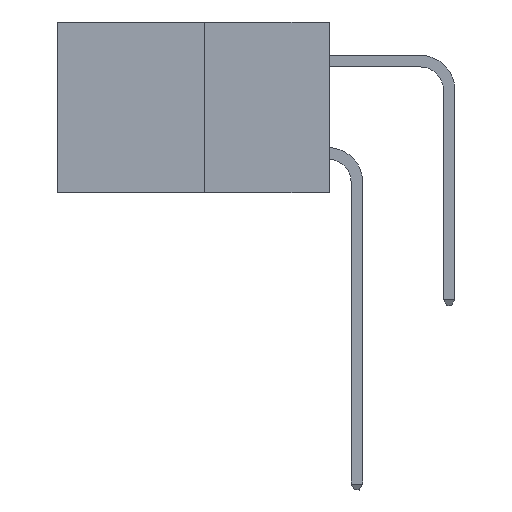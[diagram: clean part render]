
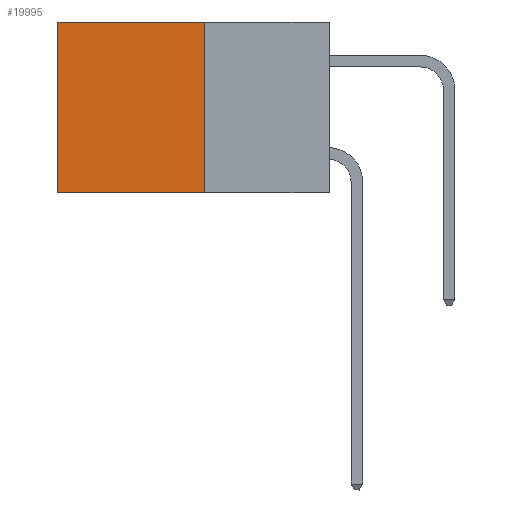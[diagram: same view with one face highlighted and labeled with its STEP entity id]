
A CAD part, left-side view. The second image highlights one B-rep face of the part: STEP entity #19995.
In plain terms, the highlighted planar face has unit normal (-1, 0, 0).
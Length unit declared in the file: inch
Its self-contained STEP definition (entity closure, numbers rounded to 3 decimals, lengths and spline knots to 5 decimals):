
#32 = LINE ( 'NONE', #11325, #14223 ) ;
#551 = CARTESIAN_POINT ( 'NONE',  ( 0.277, 0.59, -0.37 ) ) ;
#2457 = VECTOR ( 'NONE', #31008, 39.37008 ) ;
#3383 = CARTESIAN_POINT ( 'NONE',  ( 0.277, 0.27, -0.37 ) ) ;
#3409 = DIRECTION ( 'NONE',  ( 0., 0., -1. ) ) ;
#3709 = EDGE_CURVE ( 'NONE', #13469, #13180, #7128, .T. ) ;
#3926 = CARTESIAN_POINT ( 'NONE',  ( 0.277, 0.27, 0. ) ) ;
#4252 = AXIS2_PLACEMENT_3D ( 'NONE', #3383, #22917, #6221 ) ;
#6221 = DIRECTION ( 'NONE',  ( 0., 0., -1. ) ) ;
#7128 = LINE ( 'NONE', #35320, #35725 ) ;
#7274 = ORIENTED_EDGE ( 'NONE', *, *, #9649, .T. ) ;
#9649 = EDGE_CURVE ( 'NONE', #13469, #34987, #32, .T. ) ;
#11068 = EDGE_CURVE ( 'NONE', #34987, #17588, #21874, .T. ) ;
#11325 = CARTESIAN_POINT ( 'NONE',  ( 0.277, 0.27, 0. ) ) ;
#12571 = ORIENTED_EDGE ( 'NONE', *, *, #11068, .T. ) ;
#13180 = VERTEX_POINT ( 'NONE', #27882 ) ;
#13246 = VECTOR ( 'NONE', #3409, 39.37008 ) ;
#13469 = VERTEX_POINT ( 'NONE', #3926 ) ;
#14223 = VECTOR ( 'NONE', #30715, 39.37008 ) ;
#14550 = CARTESIAN_POINT ( 'NONE',  ( 0.277, 0.27, -0.37 ) ) ;
#15183 = ORIENTED_EDGE ( 'NONE', *, *, #29637, .F. ) ;
#16977 = FACE_OUTER_BOUND ( 'NONE', #22563, .T. ) ;
#17588 = VERTEX_POINT ( 'NONE', #25314 ) ;
#19995 = ADVANCED_FACE ( 'NONE', ( #16977 ), #20156, .F. ) ;
#20156 = PLANE ( 'NONE',  #4252 ) ;
#21533 = CARTESIAN_POINT ( 'NONE',  ( 0.277, 0.59, 0. ) ) ;
#21874 = LINE ( 'NONE', #551, #13246 ) ;
#22563 = EDGE_LOOP ( 'NONE', ( #12571, #15183, #25051, #7274 ) ) ;
#22917 = DIRECTION ( 'NONE',  ( 1., 0., 0. ) ) ;
#25051 = ORIENTED_EDGE ( 'NONE', *, *, #3709, .F. ) ;
#25314 = CARTESIAN_POINT ( 'NONE',  ( 0.277, 0.59, -0.37 ) ) ;
#27882 = CARTESIAN_POINT ( 'NONE',  ( 0.277, 0.27, -0.37 ) ) ;
#29637 = EDGE_CURVE ( 'NONE', #13180, #17588, #32077, .T. ) ;
#30715 = DIRECTION ( 'NONE',  ( 0., 1., 0. ) ) ;
#30718 = DIRECTION ( 'NONE',  ( 0., 0., -1. ) ) ;
#31008 = DIRECTION ( 'NONE',  ( 0., 1., 0. ) ) ;
#32077 = LINE ( 'NONE', #14550, #2457 ) ;
#34987 = VERTEX_POINT ( 'NONE', #21533 ) ;
#35320 = CARTESIAN_POINT ( 'NONE',  ( 0.277, 0.27, -0.37 ) ) ;
#35725 = VECTOR ( 'NONE', #30718, 39.37008 ) ;
